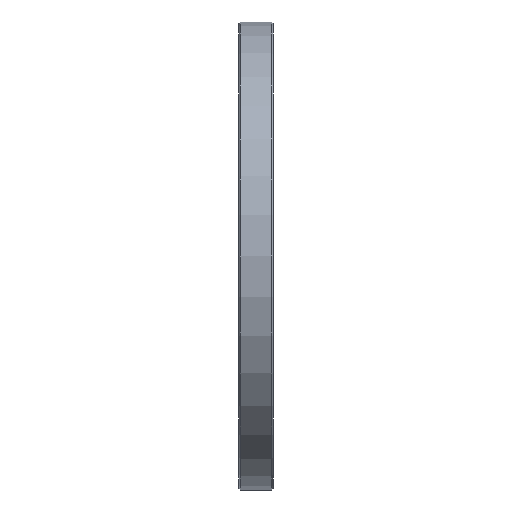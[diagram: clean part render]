
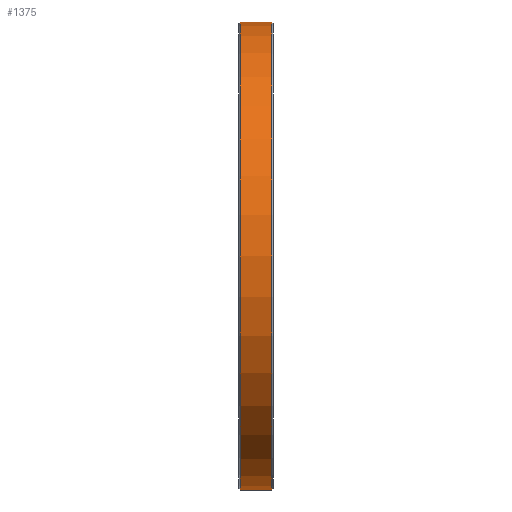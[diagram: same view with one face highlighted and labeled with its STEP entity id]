
A CAD part, front view. The second image highlights one B-rep face of the part: STEP entity #1375.
In plain terms, the highlighted cylindrical face has radius 82.5 mm (diameter 165 mm), a partial arc.
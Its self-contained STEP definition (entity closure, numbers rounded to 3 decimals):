
#58 = EDGE_CURVE ( 'NONE', #1539, #252, #1149, .T. ) ;
#136 = EDGE_LOOP ( 'NONE', ( #296, #481, #1870, #730 ) ) ;
#169 = CARTESIAN_POINT ( 'NONE',  ( 12., 0., -82.5 ) ) ;
#252 = VERTEX_POINT ( 'NONE', #430 ) ;
#296 = ORIENTED_EDGE ( 'NONE', *, *, #1301, .F. ) ;
#316 = AXIS2_PLACEMENT_3D ( 'NONE', #363, #1179, #1335 ) ;
#363 = CARTESIAN_POINT ( 'NONE',  ( 0.4, 0., 0. ) ) ;
#430 = CARTESIAN_POINT ( 'NONE',  ( 0.4, 0., 82.5 ) ) ;
#481 = ORIENTED_EDGE ( 'NONE', *, *, #1028, .T. ) ;
#574 = FACE_OUTER_BOUND ( 'NONE', #136, .T. ) ;
#647 = DIRECTION ( 'NONE',  ( -1., 0., 0. ) ) ;
#724 = VECTOR ( 'NONE', #647, 1000. ) ;
#730 = ORIENTED_EDGE ( 'NONE', *, *, #1871, .T. ) ;
#734 = CIRCLE ( 'NONE', #1500, 82.5 ) ;
#737 = CARTESIAN_POINT ( 'NONE',  ( 11.6, 0., 0. ) ) ;
#760 = CARTESIAN_POINT ( 'NONE',  ( 11.6, 0., 82.5 ) ) ;
#873 = CARTESIAN_POINT ( 'NONE',  ( 11.6, 0., -82.5 ) ) ;
#1028 = EDGE_CURVE ( 'NONE', #1989, #1539, #734, .T. ) ;
#1032 = DIRECTION ( 'NONE',  ( -1., 0., 0. ) ) ;
#1100 = CARTESIAN_POINT ( 'NONE',  ( 12., 0., 82.5 ) ) ;
#1149 = LINE ( 'NONE', #1100, #724 ) ;
#1179 = DIRECTION ( 'NONE',  ( 1., 0., 0. ) ) ;
#1301 = EDGE_CURVE ( 'NONE', #1989, #1543, #1653, .T. ) ;
#1335 = DIRECTION ( 'NONE',  ( 0., 0., -1. ) ) ;
#1369 = DIRECTION ( 'NONE',  ( 0., 0., -1. ) ) ;
#1375 = ADVANCED_FACE ( 'NONE', ( #574 ), #1381, .T. ) ;
#1381 = CYLINDRICAL_SURFACE ( 'NONE', #2064, 82.5 ) ;
#1500 = AXIS2_PLACEMENT_3D ( 'NONE', #737, #1032, #1369 ) ;
#1503 = DIRECTION ( 'NONE',  ( 0., 0., 1. ) ) ;
#1539 = VERTEX_POINT ( 'NONE', #760 ) ;
#1543 = VERTEX_POINT ( 'NONE', #1874 ) ;
#1620 = DIRECTION ( 'NONE',  ( -1., 0., 0. ) ) ;
#1653 = LINE ( 'NONE', #169, #2082 ) ;
#1663 = DIRECTION ( 'NONE',  ( -1., 0., 0. ) ) ;
#1713 = CIRCLE ( 'NONE', #316, 82.5 ) ;
#1822 = CARTESIAN_POINT ( 'NONE',  ( 12., 0., 0. ) ) ;
#1870 = ORIENTED_EDGE ( 'NONE', *, *, #58, .T. ) ;
#1871 = EDGE_CURVE ( 'NONE', #252, #1543, #1713, .T. ) ;
#1874 = CARTESIAN_POINT ( 'NONE',  ( 0.4, 0., -82.5 ) ) ;
#1989 = VERTEX_POINT ( 'NONE', #873 ) ;
#2064 = AXIS2_PLACEMENT_3D ( 'NONE', #1822, #1663, #1503 ) ;
#2082 = VECTOR ( 'NONE', #1620, 1000. ) ;
